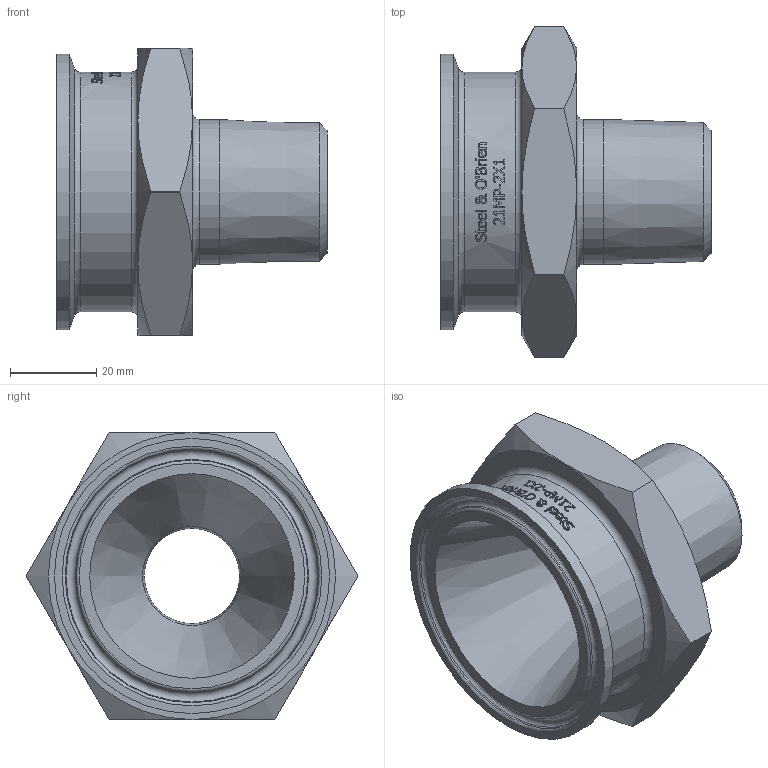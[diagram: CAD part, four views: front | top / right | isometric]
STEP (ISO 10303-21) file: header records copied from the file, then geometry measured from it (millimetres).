
FILE_DESCRIPTION(/* description */ (''),/* implementation_level */ '2;1');
FILE_NAME(/* name */ '21MP-2X1.stp',/* time_stamp */ '2019-01-31T09:36:27-05:00',/* author */ ('rick'),/* organization */ (''),/* preprocessor_version */ 'ST-DEVELOPER v15.2',/* originating_system */ 'Autodesk Inventor 2014',/* authorisation */ '');
FILE_SCHEMA (('AUTOMOTIVE_DESIGN { 1 0 10303 214 3 1 1 }'));
Length unit declared in the file: inch
Products named in the file (1): AAV02080
Bounding box: 62.71 x 76.99 x 66.67 mm (x, y, z)
Volume: 79771.9 mm3; surface area: 21785.7 mm2
Topology: 1 solids, 1 shells, 378 faces, 1000 edges, 658 vertices
Faces by surface type: plane 160, bspline 151, cylinder 41, cone 18, torus 8
Full cylindrical faces by diameter (mm): 22.098 x1, 33.703 x1, 55.677 x1, 63.906 x1
Entity records: 14455 total; most frequent: CARTESIAN_POINT 5994, ORIENTED_EDGE 1964, DIRECTION 1336, EDGE_CURVE 982, VERTEX_POINT 658, AXIS2_PLACEMENT_3D 452, EDGE_LOOP 432, LINE 432
